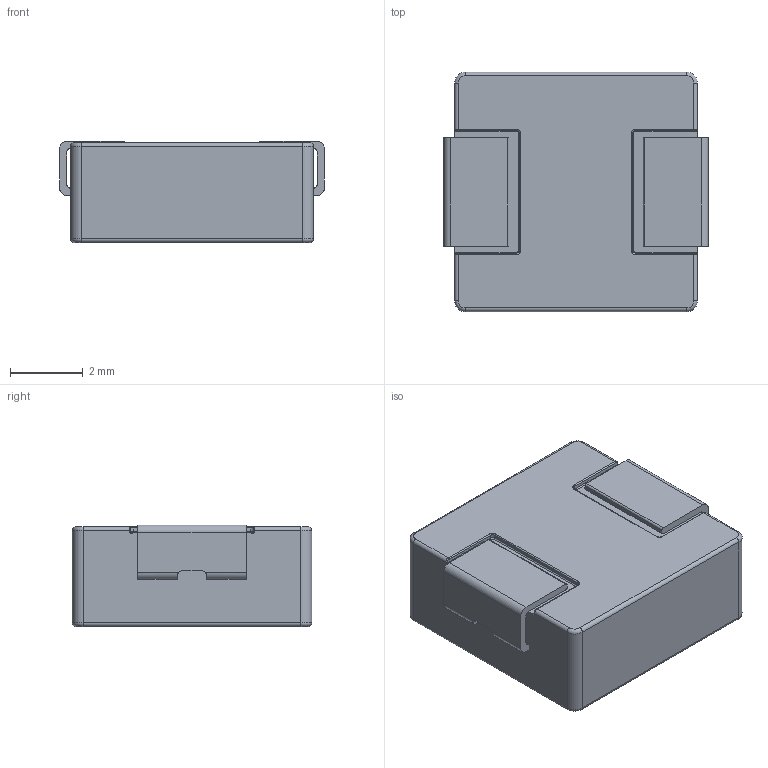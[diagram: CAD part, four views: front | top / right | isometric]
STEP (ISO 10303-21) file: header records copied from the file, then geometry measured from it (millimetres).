
FILE_DESCRIPTION(/* description */ (''),/* implementation_level */ '2;1');
FILE_NAME(/* name */ 'TMPC0603.stp',/* time_stamp */ '2018-01-18T14:56:43+08:00',/* author */ (''),/* organization */ (''),/* preprocessor_version */ 'ST-DEVELOPER v16.7',/* originating_system */ 'SIEMENS PLM Software NX 12.0',/* authorisation */ '');
FILE_SCHEMA (('AUTOMOTIVE_DESIGN { 1 0 10303 214 3 1 1 1 }'));
Length unit declared in the file: millimetre
Products named in the file (1): TMPC0603
Bounding box: 7.3 x 6.6 x 2.81 mm (x, y, z)
Volume: 135.1 mm3; surface area: 315.9 mm2
Topology: 18 solids, 18 shells, 346 faces, 825 edges, 515 vertices
Faces by surface type: plane 131, cylinder 88, torus 78, extrusion 45, bspline 4
Full cylindrical faces by diameter (mm): 0.45 x6
Entity records: 10461 total; most frequent: CARTESIAN_POINT 2784, ORIENTED_EDGE 1530, DIRECTION 1461, EDGE_CURVE 765, AXIS2_PLACEMENT_3D 557, VERTEX_POINT 515, EDGE_LOOP 410, VECTOR 347
